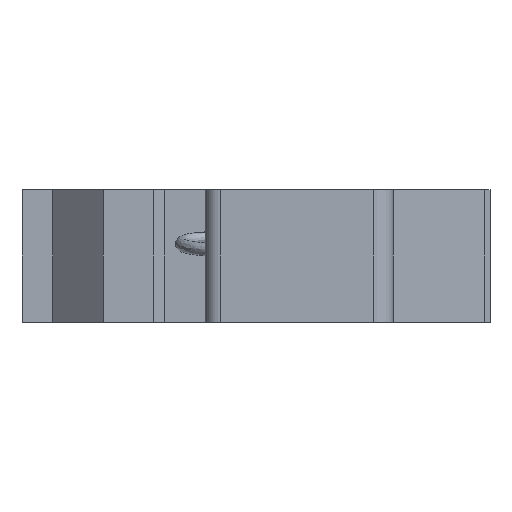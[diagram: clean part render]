
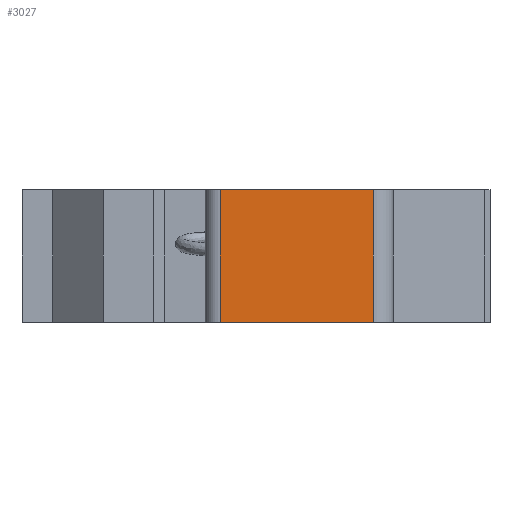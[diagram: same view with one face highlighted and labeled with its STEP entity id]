
A CAD part, front view. The second image highlights one B-rep face of the part: STEP entity #3027.
In plain terms, the highlighted planar face has unit normal (0, -1, 0).
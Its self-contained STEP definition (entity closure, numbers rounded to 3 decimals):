
#207=LINE('',#4311,#458);
#209=LINE('',#4317,#460);
#210=LINE('',#4319,#461);
#211=LINE('',#4321,#462);
#458=VECTOR('',#3663,1000.);
#460=VECTOR('',#3669,1000.);
#461=VECTOR('',#3670,1000.);
#462=VECTOR('',#3671,1000.);
#938=ORIENTED_EDGE('',*,*,#1401,.F.);
#939=ORIENTED_EDGE('',*,*,#1402,.F.);
#940=ORIENTED_EDGE('',*,*,#1403,.T.);
#941=ORIENTED_EDGE('',*,*,#1398,.T.);
#1398=EDGE_CURVE('',#1647,#1645,#207,.T.);
#1401=EDGE_CURVE('',#1649,#1645,#209,.T.);
#1402=EDGE_CURVE('',#1650,#1649,#210,.T.);
#1403=EDGE_CURVE('',#1650,#1647,#211,.T.);
#1645=VERTEX_POINT('',#4309);
#1647=VERTEX_POINT('',#4312);
#1649=VERTEX_POINT('',#4318);
#1650=VERTEX_POINT('',#4320);
#1847=EDGE_LOOP('',(#938,#939,#940,#941));
#1983=FACE_BOUND('',#1847,.T.);
#2097=PLANE('',#3188);
#3027=ADVANCED_FACE('',(#1983),#2097,.T.);
#3188=AXIS2_PLACEMENT_3D('',#4316,#3667,#3668);
#3663=DIRECTION('',(0.,0.,-1.));
#3667=DIRECTION('',(0.,-1.,0.));
#3668=DIRECTION('',(0.,0.,-1.));
#3669=DIRECTION('',(-1.,0.,0.));
#3670=DIRECTION('',(0.,0.,-1.));
#3671=DIRECTION('',(-1.,0.,0.));
#4309=CARTESIAN_POINT('',(-3.5,-21.,0.));
#4311=CARTESIAN_POINT('',(-3.5,-21.,13.));
#4312=CARTESIAN_POINT('',(-3.5,-21.,13.));
#4316=CARTESIAN_POINT('',(11.5,-21.,13.));
#4317=CARTESIAN_POINT('',(11.5,-21.,0.));
#4318=CARTESIAN_POINT('',(11.5,-21.,0.));
#4319=CARTESIAN_POINT('',(11.5,-21.,13.));
#4320=CARTESIAN_POINT('',(11.5,-21.,13.));
#4321=CARTESIAN_POINT('',(11.5,-21.,13.));
